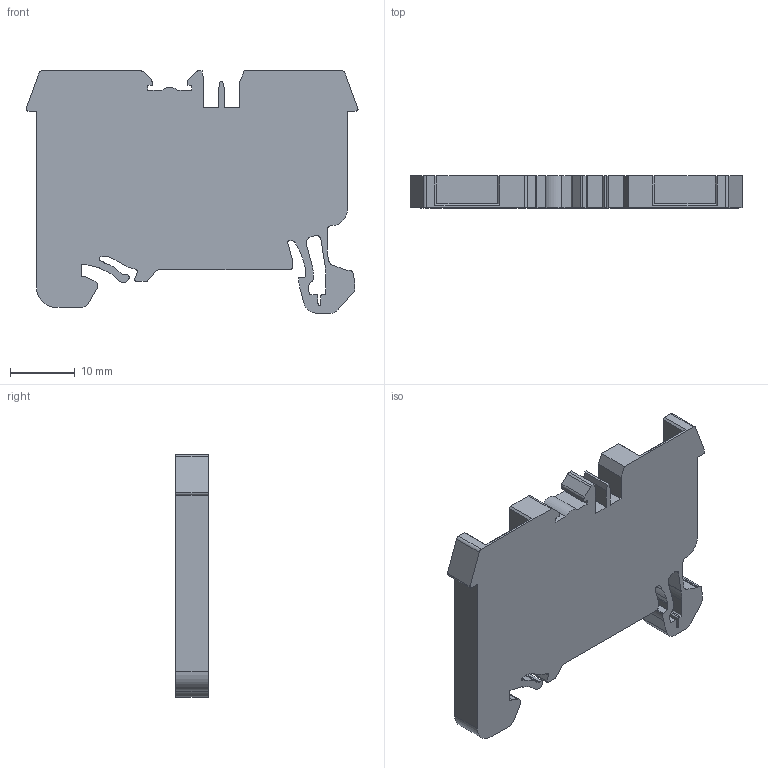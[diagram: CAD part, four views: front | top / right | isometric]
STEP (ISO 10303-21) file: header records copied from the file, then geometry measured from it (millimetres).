
FILE_DESCRIPTION (( 'STEP AP203' ), '1' );
FILE_NAME ('CX2.5_2B.STEP', '2024-12-04T14:00:12', ( '' ), ( '' ), 'SwSTEP 2.0', 'SolidWorks 2022', '' );
FILE_SCHEMA (( 'CONFIG_CONTROL_DESIGN' ));
Length unit declared in the file: millimetre
Products named in the file (1): CX2.5_2B
Bounding box: 51.24 x 4.95 x 37.4 mm (x, y, z)
Volume: 6137.1 mm3; surface area: 4518.4 mm2
Topology: 1 solids, 1 shells, 161 faces, 473 edges, 314 vertices
Faces by surface type: plane 93, cylinder 68
Entity records: 5452 total; most frequent: CARTESIAN_POINT 949, ORIENTED_EDGE 946, DIRECTION 933, EDGE_CURVE 473, VECTOR 337, LINE 337, VERTEX_POINT 314, AXIS2_PLACEMENT_3D 298
